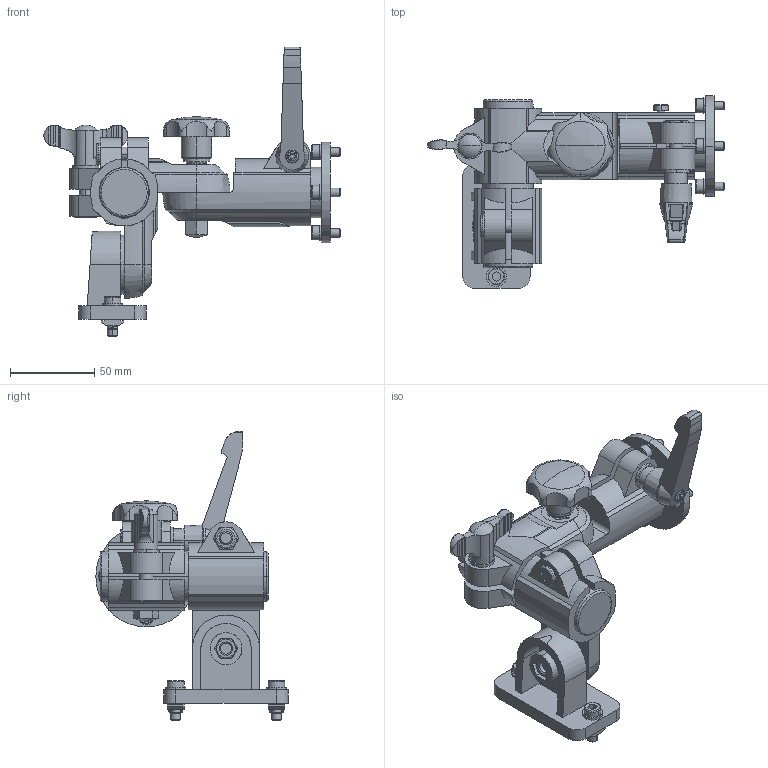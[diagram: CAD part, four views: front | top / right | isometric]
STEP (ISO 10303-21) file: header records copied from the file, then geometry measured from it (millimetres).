
FILE_DESCRIPTION (( 'STEP AP203' ), '1' );
FILE_NAME ('Halterung für eco-CONTROL EC200 - step - 01.12.2021.STEP', '2021-12-01T08:43:07', ( '' ), ( '' ), 'SwSTEP 2.0', 'SolidWorks 2020', '' );
FILE_SCHEMA (( 'CONFIG_CONTROL_DESIGN' ));
Length unit declared in the file: millimetre
Products named in the file (23): Kopie von _29180_fusskonsole11_2^Monitorhalterung mit Drehflansch-+-DO011265; Kopie von _29180_zubehoer7Mutter_6^Monitorhalterung mit Drehflansch-+-DO011265; Kopie von _06610_2081X30_10^Monitorhalterung mit Drehflansch-+-DO011265; Kopie von _06652_108X30_17^Monitorhalterung mit Drehflansch-+-DO011265; Kopie von _29180_zubehoer5Scheibe_8^Monitorhalterung mit Drehflansch-+-DO011265; Kopie von _29180_zubehoer6Hutmutter_21^Monitorhalterung mit Drehflansch-+-DO011265; Kopie von _29180_gelenk_13^Monitorhalterung mit Drehflansch-+-DO011265; Monitorhalterung mit Drehflansch-+-DO011265; Spring washer DIN 128 - A5; Kopie von _29180_fusskonsole40_2^Monitorhalterung Profilkonsole-+-DO011266; Kopie von _29180_zubehoer3Mutter_11^Monitorhalterung Profilkonsole-+-DO011266; Kopie von _29180_zubehoer1Schraube_17^Monitorhalterung Profilkonsole-+-DO011266; Halterung f黵 eco-CONTROL EC200 - step - 01.12.2021; Kopie von _29180_zubehoer2Schraube_8^Monitorhalterung Profilkonsole-+-DO011266; Kopie von _29180_sterngriff_19^Monitorhalterung mit Drehflansch-+-DO011265; DIN 912 M5 x 12 --- 12C_DIN 912 M5 x 12 --- 12C; Kopie von _29180_zubehoer0Hammermutter_21^Monitorhalterung Profilkonsole-+-DO011266; Kopie von _29180_drehflgelenk_4^Monitorhalterung mit Drehflansch-+-DO011265; Monitorhalterung Profilkonsole-+-DO011266; Kopie von _29180_rohr_13^Monitorhalterung Profilkonsole-+-DO011266; Kopie von _29180_gelenk_6^Monitorhalterung Profilkonsole-+-DO011266; Kopie von _29180_zubehoer4Scheibe_15^Monitorhalterung Profilkonsole-+-DO011266; Kopie von _29180_zubehoer0Mutter_4^Monitorhalterung Profilkonsole-+-DO011266
Assembly tree (35 placements, depth 3):
  Halterung f黵 eco-CONTROL EC200 - step - 01.12.2021
    Monitorhalterung Profilkonsole-+-DO011266
      Kopie von _29180_fusskonsole40_2^Monitorhalterung Profilkonsole-+-DO011266
      Kopie von _29180_zubehoer0Mutter_4^Monitorhalterung Profilkonsole-+-DO011266
      Kopie von _29180_gelenk_6^Monitorhalterung Profilkonsole-+-DO011266
      Kopie von _29180_zubehoer2Schraube_8^Monitorhalterung Profilkonsole-+-DO011266  x2
      Kopie von _29180_zubehoer3Mutter_11^Monitorhalterung Profilkonsole-+-DO011266
      Kopie von _29180_rohr_13^Monitorhalterung Profilkonsole-+-DO011266
      Kopie von _29180_zubehoer4Scheibe_15^Monitorhalterung Profilkonsole-+-DO011266  x2
      Kopie von _29180_zubehoer1Schraube_17^Monitorhalterung Profilkonsole-+-DO011266  x2
      Kopie von _29180_zubehoer0Hammermutter_21^Monitorhalterung Profilkonsole-+-DO011266  x2
    Monitorhalterung mit Drehflansch-+-DO011265
      Kopie von _29180_fusskonsole11_2^Monitorhalterung mit Drehflansch-+-DO011265
      Kopie von _29180_drehflgelenk_4^Monitorhalterung mit Drehflansch-+-DO011265
      Kopie von _29180_zubehoer7Mutter_6^Monitorhalterung mit Drehflansch-+-DO011265  x3
      Kopie von _29180_zubehoer5Scheibe_8^Monitorhalterung mit Drehflansch-+-DO011265  x2
      Kopie von _06610_2081X30_10^Monitorhalterung mit Drehflansch-+-DO011265
      Kopie von _29180_gelenk_13^Monitorhalterung mit Drehflansch-+-DO011265
      Kopie von _06652_108X30_17^Monitorhalterung mit Drehflansch-+-DO011265
      Kopie von _29180_sterngriff_19^Monitorhalterung mit Drehflansch-+-DO011265
      Kopie von _29180_zubehoer6Hutmutter_21^Monitorhalterung mit Drehflansch-+-DO011265
    Spring washer DIN 128 - A5  x4
    DIN 912 M5 x 12 --- 12C_DIN 912 M5 x 12 --- 12C  x4
Bounding box: 176.29 x 114.5 x 172.5 mm (x, y, z)
Volume: 360064.7 mm3; surface area: 122206.6 mm2
Topology: 33 solids, 35 shells, 995 faces, 2417 edges, 1531 vertices
Faces by surface type: plane 472, cylinder 308, cone 144, torus 55, sphere 11, bspline 5
Full cylindrical faces by diameter (mm): 5 x4, 8.5 x4
Entity records: 27385 total; most frequent: CARTESIAN_POINT 6411, ORIENTED_EDGE 3804, DIRECTION 3750, EDGE_CURVE 1902, AXIS2_PLACEMENT_3D 1389, VERTEX_POINT 1222, LINE 972, VECTOR 972
